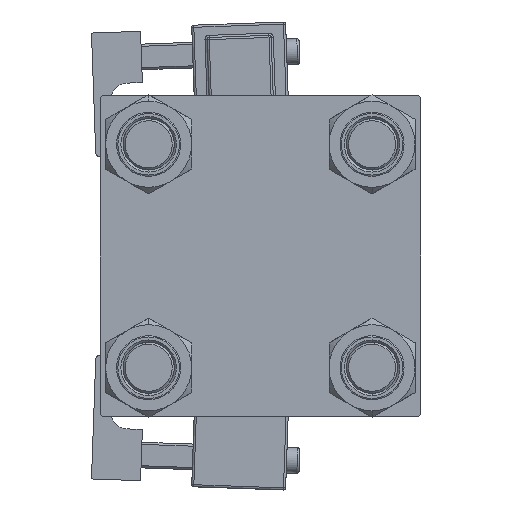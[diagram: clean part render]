
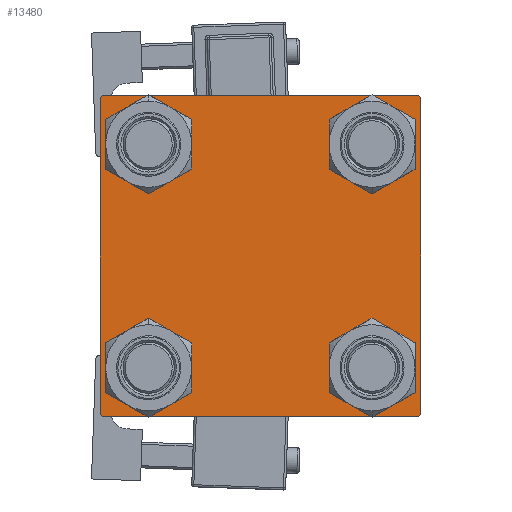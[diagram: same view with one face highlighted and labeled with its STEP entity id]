
A CAD part, left-side view. The second image highlights one B-rep face of the part: STEP entity #13480.
In plain terms, the highlighted planar face has unit normal (-1, 0, 0).
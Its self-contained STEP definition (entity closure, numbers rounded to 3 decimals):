
#324 = EDGE_CURVE ( 'NONE', #4967, #53843, #45048, .T. ) ;
#681 = CARTESIAN_POINT ( 'NONE',  ( 0., -37., -37.5 ) ) ;
#932 = DIRECTION ( 'NONE',  ( 0., 0., 1. ) ) ;
#1159 = CARTESIAN_POINT ( 'NONE',  ( 0., 37.25, -37.25 ) ) ;
#1416 = DIRECTION ( 'NONE',  ( 0., 0., 1. ) ) ;
#2680 = ORIENTED_EDGE ( 'NONE', *, *, #13243, .T. ) ;
#3451 = DIRECTION ( 'NONE',  ( 0., 0., 1. ) ) ;
#4099 = DIRECTION ( 'NONE',  ( 0., -1., 0. ) ) ;
#4533 = EDGE_CURVE ( 'NONE', #35476, #54159, #28560, .T. ) ;
#4942 = AXIS2_PLACEMENT_3D ( 'NONE', #23918, #53838, #41226 ) ;
#4967 = VERTEX_POINT ( 'NONE', #6302 ) ;
#5099 = ORIENTED_EDGE ( 'NONE', *, *, #52648, .T. ) ;
#5199 = ORIENTED_EDGE ( 'NONE', *, *, #39564, .T. ) ;
#5261 = DIRECTION ( 'NONE',  ( 1., 0., 0. ) ) ;
#5278 = VERTEX_POINT ( 'NONE', #12552 ) ;
#5445 = ORIENTED_EDGE ( 'NONE', *, *, #49521, .T. ) ;
#5741 = CARTESIAN_POINT ( 'NONE',  ( 0., 26.15, -19.65 ) ) ;
#6302 = CARTESIAN_POINT ( 'NONE',  ( 0., 37., -37.5 ) ) ;
#6696 = CIRCLE ( 'NONE', #37412, 6.5 ) ;
#6822 = CARTESIAN_POINT ( 'NONE',  ( 0., -26.15, 19.65 ) ) ;
#7142 = PLANE ( 'NONE',  #4942 ) ;
#8392 = DIRECTION ( 'NONE',  ( 1., 0., 0. ) ) ;
#9251 = VERTEX_POINT ( 'NONE', #12271 ) ;
#9341 = DIRECTION ( 'NONE',  ( 0., 0., -1. ) ) ;
#9702 = CARTESIAN_POINT ( 'NONE',  ( 0., 26.15, -32.65 ) ) ;
#10410 = VERTEX_POINT ( 'NONE', #25269 ) ;
#10485 = AXIS2_PLACEMENT_3D ( 'NONE', #20524, #29297, #3451 ) ;
#11026 = CIRCLE ( 'NONE', #51380, 6.5 ) ;
#11311 = VECTOR ( 'NONE', #21371, 1000. ) ;
#11543 = CARTESIAN_POINT ( 'NONE',  ( 0., 26.15, 26.15 ) ) ;
#11935 = EDGE_LOOP ( 'NONE', ( #35930, #2680 ) ) ;
#11953 = EDGE_CURVE ( 'NONE', #35603, #19434, #25645, .T. ) ;
#12271 = CARTESIAN_POINT ( 'NONE',  ( 0., 26.15, 32.65 ) ) ;
#12532 = VERTEX_POINT ( 'NONE', #25334 ) ;
#12540 = DIRECTION ( 'NONE',  ( 1., 0., 0. ) ) ;
#12552 = CARTESIAN_POINT ( 'NONE',  ( 0., -26.15, -19.65 ) ) ;
#13243 = EDGE_CURVE ( 'NONE', #37667, #5278, #42690, .T. ) ;
#13422 = VECTOR ( 'NONE', #4099, 1000. ) ;
#13480 = ADVANCED_FACE ( 'NONE', ( #23647, #40400, #19531, #53016, #44783 ), #7142, .T. ) ;
#13543 = ORIENTED_EDGE ( 'NONE', *, *, #48511, .T. ) ;
#13665 = AXIS2_PLACEMENT_3D ( 'NONE', #28214, #12540, #37543 ) ;
#13672 = CARTESIAN_POINT ( 'NONE',  ( 0., 37., 37.5 ) ) ;
#14086 = VECTOR ( 'NONE', #14750, 1000. ) ;
#14324 = VECTOR ( 'NONE', #36199, 1000. ) ;
#14349 = EDGE_CURVE ( 'NONE', #5278, #37667, #19046, .T. ) ;
#14750 = DIRECTION ( 'NONE',  ( 0., -0.707, 0.707 ) ) ;
#15847 = ORIENTED_EDGE ( 'NONE', *, *, #50641, .T. ) ;
#16488 = CARTESIAN_POINT ( 'NONE',  ( 0., -26.15, 32.65 ) ) ;
#18466 = CARTESIAN_POINT ( 'NONE',  ( 0., -37.5, 37.5 ) ) ;
#18503 = EDGE_LOOP ( 'NONE', ( #41330, #35990 ) ) ;
#19046 = CIRCLE ( 'NONE', #37430, 6.5 ) ;
#19434 = VERTEX_POINT ( 'NONE', #39866 ) ;
#19531 = FACE_BOUND ( 'NONE', #46335, .T. ) ;
#19574 = EDGE_CURVE ( 'NONE', #35591, #19434, #29338, .T. ) ;
#20093 = CARTESIAN_POINT ( 'NONE',  ( 0., -37.25, 37.25 ) ) ;
#20524 = CARTESIAN_POINT ( 'NONE',  ( 0., -26.15, 26.15 ) ) ;
#20662 = EDGE_CURVE ( 'NONE', #54159, #35476, #42074, .T. ) ;
#20861 = ORIENTED_EDGE ( 'NONE', *, *, #48844, .T. ) ;
#21371 = DIRECTION ( 'NONE',  ( 0., 0.707, 0.707 ) ) ;
#23647 = FACE_BOUND ( 'NONE', #18503, .T. ) ;
#23918 = CARTESIAN_POINT ( 'NONE',  ( 0., 0., 0. ) ) ;
#25100 = VECTOR ( 'NONE', #33604, 1000. ) ;
#25232 = EDGE_LOOP ( 'NONE', ( #5199, #20861 ) ) ;
#25269 = CARTESIAN_POINT ( 'NONE',  ( 0., 26.15, 19.65 ) ) ;
#25334 = CARTESIAN_POINT ( 'NONE',  ( 0., 37.5, 37. ) ) ;
#25635 = DIRECTION ( 'NONE',  ( 0., -0.707, -0.707 ) ) ;
#25645 = LINE ( 'NONE', #51171, #25100 ) ;
#26795 = VECTOR ( 'NONE', #25635, 1000. ) ;
#27329 = EDGE_CURVE ( 'NONE', #53843, #48877, #48248, .T. ) ;
#28214 = CARTESIAN_POINT ( 'NONE',  ( 0., -26.15, 26.15 ) ) ;
#28560 = CIRCLE ( 'NONE', #13665, 6.5 ) ;
#29297 = DIRECTION ( 'NONE',  ( 1., 0., 0. ) ) ;
#29338 = LINE ( 'NONE', #20093, #11311 ) ;
#30234 = ORIENTED_EDGE ( 'NONE', *, *, #27329, .T. ) ;
#31090 = CARTESIAN_POINT ( 'NONE',  ( 0., 26.15, 26.15 ) ) ;
#31307 = DIRECTION ( 'NONE',  ( 0., 0., 1. ) ) ;
#31335 = DIRECTION ( 'NONE',  ( 0., 0., 1. ) ) ;
#31987 = EDGE_LOOP ( 'NONE', ( #13543, #5445, #44636, #30234, #39982, #32806, #51349, #42493 ) ) ;
#32806 = ORIENTED_EDGE ( 'NONE', *, *, #19574, .T. ) ;
#33604 = DIRECTION ( 'NONE',  ( 0., -1., 0. ) ) ;
#33839 = DIRECTION ( 'NONE',  ( 1., 0., 0. ) ) ;
#34389 = DIRECTION ( 'NONE',  ( 0., 0., -1. ) ) ;
#34675 = AXIS2_PLACEMENT_3D ( 'NONE', #31090, #43721, #40427 ) ;
#34677 = LINE ( 'NONE', #1159, #26795 ) ;
#35476 = VERTEX_POINT ( 'NONE', #6822 ) ;
#35591 = VERTEX_POINT ( 'NONE', #51023 ) ;
#35603 = VERTEX_POINT ( 'NONE', #13672 ) ;
#35930 = ORIENTED_EDGE ( 'NONE', *, *, #14349, .T. ) ;
#35953 = DIRECTION ( 'NONE',  ( 1., 0., 0. ) ) ;
#35990 = ORIENTED_EDGE ( 'NONE', *, *, #4533, .T. ) ;
#36199 = DIRECTION ( 'NONE',  ( 0., 0.707, -0.707 ) ) ;
#37271 = VERTEX_POINT ( 'NONE', #9702 ) ;
#37333 = CARTESIAN_POINT ( 'NONE',  ( 0., -26.15, -32.65 ) ) ;
#37412 = AXIS2_PLACEMENT_3D ( 'NONE', #38592, #8392, #932 ) ;
#37430 = AXIS2_PLACEMENT_3D ( 'NONE', #47562, #5261, #1416 ) ;
#37543 = DIRECTION ( 'NONE',  ( 0., 0., 1. ) ) ;
#37667 = VERTEX_POINT ( 'NONE', #37333 ) ;
#37905 = AXIS2_PLACEMENT_3D ( 'NONE', #11543, #39864, #31335 ) ;
#38466 = LINE ( 'NONE', #47243, #48698 ) ;
#38592 = CARTESIAN_POINT ( 'NONE',  ( 0., 26.15, -26.15 ) ) ;
#39564 = EDGE_CURVE ( 'NONE', #9251, #10410, #47576, .T. ) ;
#39864 = DIRECTION ( 'NONE',  ( 1., 0., 0. ) ) ;
#39866 = CARTESIAN_POINT ( 'NONE',  ( 0., -37., 37.5 ) ) ;
#39939 = CIRCLE ( 'NONE', #34675, 6.5 ) ;
#39982 = ORIENTED_EDGE ( 'NONE', *, *, #53185, .F. ) ;
#40400 = FACE_BOUND ( 'NONE', #11935, .T. ) ;
#40427 = DIRECTION ( 'NONE',  ( 0., 0., 1. ) ) ;
#40627 = CARTESIAN_POINT ( 'NONE',  ( 0., 37.25, 37.25 ) ) ;
#41226 = DIRECTION ( 'NONE',  ( 0., 0., 1. ) ) ;
#41330 = ORIENTED_EDGE ( 'NONE', *, *, #20662, .T. ) ;
#42074 = CIRCLE ( 'NONE', #10485, 6.5 ) ;
#42101 = CARTESIAN_POINT ( 'NONE',  ( 0., -26.15, -26.15 ) ) ;
#42493 = ORIENTED_EDGE ( 'NONE', *, *, #45311, .T. ) ;
#42690 = CIRCLE ( 'NONE', #51433, 6.5 ) ;
#43445 = LINE ( 'NONE', #18466, #47115 ) ;
#43721 = DIRECTION ( 'NONE',  ( 1., 0., 0. ) ) ;
#44636 = ORIENTED_EDGE ( 'NONE', *, *, #324, .T. ) ;
#44783 = FACE_OUTER_BOUND ( 'NONE', #31987, .T. ) ;
#45048 = LINE ( 'NONE', #53831, #13422 ) ;
#45311 = EDGE_CURVE ( 'NONE', #35603, #12532, #48854, .T. ) ;
#45674 = DIRECTION ( 'NONE',  ( 0., 0., 1. ) ) ;
#46335 = EDGE_LOOP ( 'NONE', ( #15847, #5099 ) ) ;
#47115 = VECTOR ( 'NONE', #34389, 1000. ) ;
#47243 = CARTESIAN_POINT ( 'NONE',  ( 0., 37.5, 37.5 ) ) ;
#47426 = CARTESIAN_POINT ( 'NONE',  ( 0., 37.5, -37. ) ) ;
#47562 = CARTESIAN_POINT ( 'NONE',  ( 0., -26.15, -26.15 ) ) ;
#47576 = CIRCLE ( 'NONE', #37905, 6.5 ) ;
#48248 = LINE ( 'NONE', #52367, #14086 ) ;
#48373 = CARTESIAN_POINT ( 'NONE',  ( 0., -37.5, -37. ) ) ;
#48506 = VERTEX_POINT ( 'NONE', #5741 ) ;
#48511 = EDGE_CURVE ( 'NONE', #12532, #52449, #38466, .T. ) ;
#48698 = VECTOR ( 'NONE', #9341, 1000. ) ;
#48844 = EDGE_CURVE ( 'NONE', #10410, #9251, #39939, .T. ) ;
#48854 = LINE ( 'NONE', #40627, #14324 ) ;
#48877 = VERTEX_POINT ( 'NONE', #48373 ) ;
#49521 = EDGE_CURVE ( 'NONE', #52449, #4967, #34677, .T. ) ;
#50641 = EDGE_CURVE ( 'NONE', #48506, #37271, #11026, .T. ) ;
#51023 = CARTESIAN_POINT ( 'NONE',  ( 0., -37.5, 37. ) ) ;
#51171 = CARTESIAN_POINT ( 'NONE',  ( 0., 37.5, 37.5 ) ) ;
#51349 = ORIENTED_EDGE ( 'NONE', *, *, #11953, .F. ) ;
#51380 = AXIS2_PLACEMENT_3D ( 'NONE', #52986, #35953, #31307 ) ;
#51433 = AXIS2_PLACEMENT_3D ( 'NONE', #42101, #33839, #45674 ) ;
#52367 = CARTESIAN_POINT ( 'NONE',  ( 0., -37.25, -37.25 ) ) ;
#52449 = VERTEX_POINT ( 'NONE', #47426 ) ;
#52648 = EDGE_CURVE ( 'NONE', #37271, #48506, #6696, .T. ) ;
#52986 = CARTESIAN_POINT ( 'NONE',  ( 0., 26.15, -26.15 ) ) ;
#53016 = FACE_BOUND ( 'NONE', #25232, .T. ) ;
#53185 = EDGE_CURVE ( 'NONE', #35591, #48877, #43445, .T. ) ;
#53831 = CARTESIAN_POINT ( 'NONE',  ( 0., 37.5, -37.5 ) ) ;
#53838 = DIRECTION ( 'NONE',  ( -1., 0., 0. ) ) ;
#53843 = VERTEX_POINT ( 'NONE', #681 ) ;
#54159 = VERTEX_POINT ( 'NONE', #16488 ) ;
